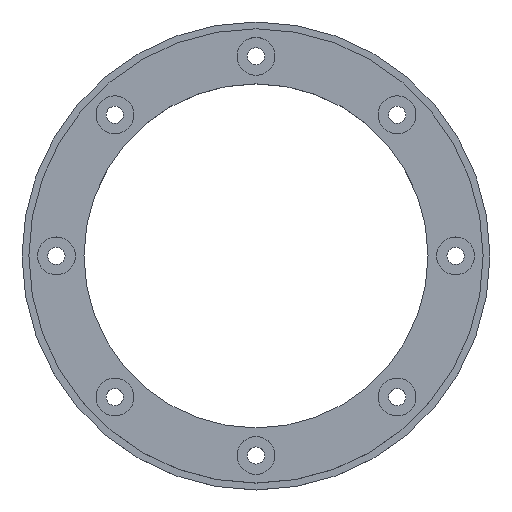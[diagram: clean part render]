
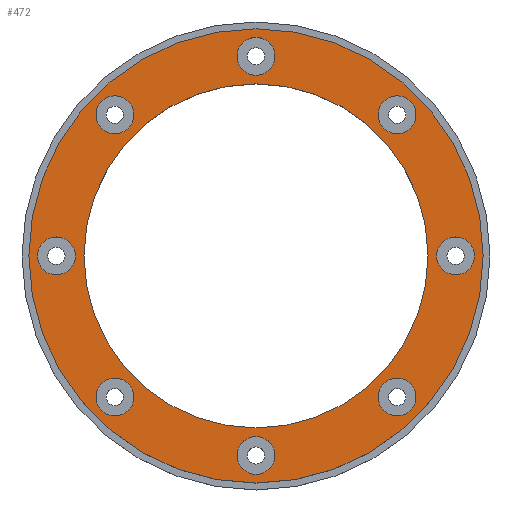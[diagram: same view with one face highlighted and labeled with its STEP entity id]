
A CAD part, top view. The second image highlights one B-rep face of the part: STEP entity #472.
In plain terms, the highlighted planar face has unit normal (0, 0, 1).
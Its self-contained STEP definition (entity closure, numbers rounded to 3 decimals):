
#24=FACE_BOUND('',#121,.T.);
#25=FACE_BOUND('',#122,.T.);
#26=FACE_BOUND('',#123,.T.);
#27=FACE_BOUND('',#124,.T.);
#28=FACE_BOUND('',#125,.T.);
#29=FACE_BOUND('',#126,.T.);
#30=FACE_BOUND('',#127,.T.);
#31=FACE_BOUND('',#128,.T.);
#32=FACE_BOUND('',#129,.T.);
#51=PLANE('',#563);
#81=FACE_OUTER_BOUND('',#120,.T.);
#120=EDGE_LOOP('',(#405));
#121=EDGE_LOOP('',(#406));
#122=EDGE_LOOP('',(#407));
#123=EDGE_LOOP('',(#408));
#124=EDGE_LOOP('',(#409));
#125=EDGE_LOOP('',(#410));
#126=EDGE_LOOP('',(#411));
#127=EDGE_LOOP('',(#412));
#128=EDGE_LOOP('',(#413));
#129=EDGE_LOOP('',(#414));
#181=CIRCLE('',#503,13.75);
#185=CIRCLE('',#510,13.75);
#189=CIRCLE('',#517,13.75);
#193=CIRCLE('',#524,13.75);
#197=CIRCLE('',#531,13.75);
#201=CIRCLE('',#538,13.75);
#205=CIRCLE('',#545,13.75);
#209=CIRCLE('',#552,13.75);
#213=CIRCLE('',#559,125.);
#215=CIRCLE('',#562,165.);
#219=VERTEX_POINT('',#733);
#223=VERTEX_POINT('',#746);
#227=VERTEX_POINT('',#759);
#231=VERTEX_POINT('',#772);
#235=VERTEX_POINT('',#785);
#239=VERTEX_POINT('',#798);
#243=VERTEX_POINT('',#811);
#247=VERTEX_POINT('',#824);
#251=VERTEX_POINT('',#837);
#253=VERTEX_POINT('',#843);
#258=EDGE_CURVE('',#219,#219,#181,.T.);
#264=EDGE_CURVE('',#223,#223,#185,.T.);
#270=EDGE_CURVE('',#227,#227,#189,.T.);
#276=EDGE_CURVE('',#231,#231,#193,.T.);
#282=EDGE_CURVE('',#235,#235,#197,.T.);
#288=EDGE_CURVE('',#239,#239,#201,.T.);
#294=EDGE_CURVE('',#243,#243,#205,.T.);
#300=EDGE_CURVE('',#247,#247,#209,.T.);
#306=EDGE_CURVE('',#251,#251,#213,.T.);
#309=EDGE_CURVE('',#253,#253,#215,.T.);
#405=ORIENTED_EDGE('',*,*,#309,.T.);
#406=ORIENTED_EDGE('',*,*,#258,.T.);
#407=ORIENTED_EDGE('',*,*,#264,.T.);
#408=ORIENTED_EDGE('',*,*,#270,.T.);
#409=ORIENTED_EDGE('',*,*,#276,.T.);
#410=ORIENTED_EDGE('',*,*,#282,.T.);
#411=ORIENTED_EDGE('',*,*,#288,.T.);
#412=ORIENTED_EDGE('',*,*,#294,.T.);
#413=ORIENTED_EDGE('',*,*,#300,.T.);
#414=ORIENTED_EDGE('',*,*,#306,.T.);
#472=ADVANCED_FACE('',(#81,#24,#25,#26,#27,#28,#29,#30,#31,#32),#51,.T.);
#503=AXIS2_PLACEMENT_3D('',#734,#580,#581);
#510=AXIS2_PLACEMENT_3D('',#747,#596,#597);
#517=AXIS2_PLACEMENT_3D('',#760,#612,#613);
#524=AXIS2_PLACEMENT_3D('',#773,#628,#629);
#531=AXIS2_PLACEMENT_3D('',#786,#644,#645);
#538=AXIS2_PLACEMENT_3D('',#799,#660,#661);
#545=AXIS2_PLACEMENT_3D('',#812,#676,#677);
#552=AXIS2_PLACEMENT_3D('',#825,#692,#693);
#559=AXIS2_PLACEMENT_3D('',#838,#708,#709);
#562=AXIS2_PLACEMENT_3D('',#844,#715,#716);
#563=AXIS2_PLACEMENT_3D('',#846,#718,#719);
#580=DIRECTION('center_axis',(0.,0.,-1.));
#581=DIRECTION('ref_axis',(0.707,-0.707,0.));
#596=DIRECTION('center_axis',(0.,0.,-1.));
#597=DIRECTION('ref_axis',(0.,-1.,0.));
#612=DIRECTION('center_axis',(0.,0.,-1.));
#613=DIRECTION('ref_axis',(-0.707,-0.707,0.));
#628=DIRECTION('center_axis',(0.,0.,-1.));
#629=DIRECTION('ref_axis',(-1.,0.,0.));
#644=DIRECTION('center_axis',(0.,0.,-1.));
#645=DIRECTION('ref_axis',(-0.707,0.707,0.));
#660=DIRECTION('center_axis',(0.,0.,-1.));
#661=DIRECTION('ref_axis',(0.,1.,0.));
#676=DIRECTION('center_axis',(0.,0.,-1.));
#677=DIRECTION('ref_axis',(0.707,0.707,0.));
#692=DIRECTION('center_axis',(0.,0.,-1.));
#693=DIRECTION('ref_axis',(1.,0.,0.));
#708=DIRECTION('center_axis',(0.,0.,-1.));
#709=DIRECTION('ref_axis',(-1.,0.,0.));
#715=DIRECTION('center_axis',(0.,0.,1.));
#716=DIRECTION('ref_axis',(1.,0.,0.));
#718=DIRECTION('center_axis',(0.,0.,1.));
#719=DIRECTION('ref_axis',(1.,0.,0.));
#733=CARTESIAN_POINT('',(92.808,112.253,40.));
#734=CARTESIAN_POINT('Origin',(102.53,102.53,40.));
#746=CARTESIAN_POINT('',(145.,13.75,40.));
#747=CARTESIAN_POINT('Origin',(145.,0.,40.));
#759=CARTESIAN_POINT('',(112.253,-92.808,40.));
#760=CARTESIAN_POINT('Origin',(102.53,-102.53,40.));
#772=CARTESIAN_POINT('',(13.75,-145.,40.));
#773=CARTESIAN_POINT('Origin',(0.,-145.,40.));
#785=CARTESIAN_POINT('',(-92.808,-112.253,40.));
#786=CARTESIAN_POINT('Origin',(-102.53,-102.53,40.));
#798=CARTESIAN_POINT('',(-145.,-13.75,40.));
#799=CARTESIAN_POINT('Origin',(-145.,0.,40.));
#811=CARTESIAN_POINT('',(-112.253,92.808,40.));
#812=CARTESIAN_POINT('Origin',(-102.53,102.53,40.));
#824=CARTESIAN_POINT('',(-13.75,145.,40.));
#825=CARTESIAN_POINT('Origin',(0.,145.,40.));
#837=CARTESIAN_POINT('',(125.,0.,40.));
#838=CARTESIAN_POINT('Origin',(0.,0.,40.));
#843=CARTESIAN_POINT('',(-165.,0.,40.));
#844=CARTESIAN_POINT('Origin',(0.,0.,40.));
#846=CARTESIAN_POINT('Origin',(0.,0.,40.));
